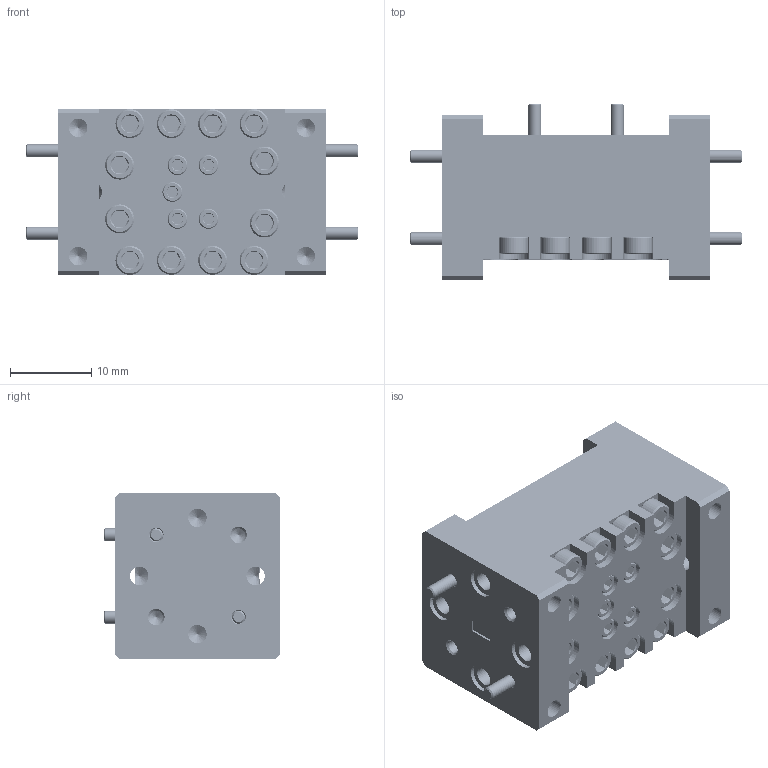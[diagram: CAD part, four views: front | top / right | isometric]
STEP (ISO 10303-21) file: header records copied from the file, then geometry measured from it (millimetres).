
FILE_DESCRIPTION (( 'STEP AP203' ), '1' );
FILE_NAME ('SAT-FE-12212-S1.STEP', '2019-02-08T23:52:20', ( '' ), ( '' ), 'SwSTEP 2.0', 'SolidWorks 2016', '' );
FILE_SCHEMA (( 'CONFIG_CONTROL_DESIGN' ));
Products named in the file (1): SAT-FE-12212-S1
Bounding box: 40.77 x 21.65 x 20.32 mm (x, y, z)
Volume: 10656.8 mm3; surface area: 8896.2 mm2
Topology: 25 solids, 25 shells, 2350 faces, 6390 edges, 4098 vertices
Faces by surface type: cylinder 1705, cone 331, plane 280, bspline 34
Entity records: 108507 total; most frequent: CARTESIAN_POINT 58426, ORIENTED_EDGE 12652, DIRECTION 8512, EDGE_CURVE 6326, VERTEX_POINT 4098, AXIS2_PLACEMENT_3D 3076, EDGE_LOOP 2464, VECTOR 2360
